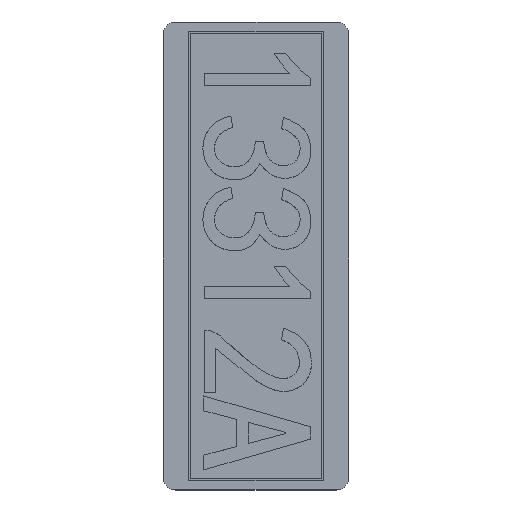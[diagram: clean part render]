
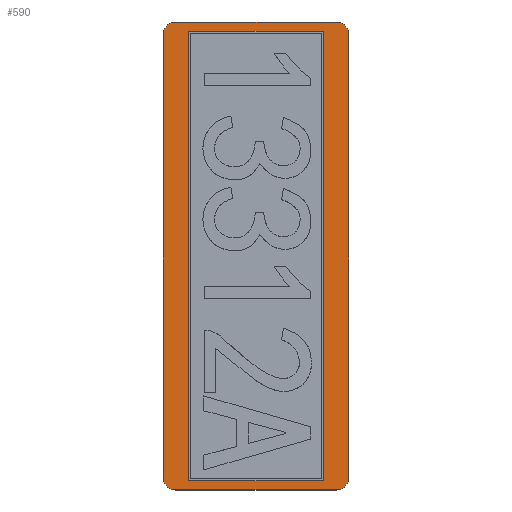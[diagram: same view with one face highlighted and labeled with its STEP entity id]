
A CAD part, top view. The second image highlights one B-rep face of the part: STEP entity #590.
In plain terms, the highlighted planar face has unit normal (0, 0, 1).
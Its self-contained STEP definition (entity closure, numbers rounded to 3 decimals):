
#3 = DIRECTION ( 'NONE',  ( -1., 0., 0. ) ) ;
#77 = EDGE_CURVE ( 'NONE', #3398, #1085, #3455, .T. ) ;
#79 = CARTESIAN_POINT ( 'NONE',  ( -14.78, -49.38, 3.86 ) ) ;
#134 = DIRECTION ( 'NONE',  ( 0., 1., 0. ) ) ;
#198 = CARTESIAN_POINT ( 'NONE',  ( 20.22, -54.071, 3.86 ) ) ;
#227 = EDGE_CURVE ( 'NONE', #2608, #1374, #3324, .T. ) ;
#309 = AXIS2_PLACEMENT_3D ( 'NONE', #1772, #810, #1061 ) ;
#316 = VECTOR ( 'NONE', #2341, 1000. ) ;
#330 = EDGE_CURVE ( 'NONE', #1790, #4153, #2104, .T. ) ;
#334 = ORIENTED_EDGE ( 'NONE', *, *, #1422, .T. ) ;
#369 = LINE ( 'NONE', #79, #1244 ) ;
#387 = ORIENTED_EDGE ( 'NONE', *, *, #2078, .T. ) ;
#389 = LINE ( 'NONE', #3322, #2799 ) ;
#412 = EDGE_CURVE ( 'NONE', #4097, #1790, #3242, .T. ) ;
#525 = VECTOR ( 'NONE', #1193, 1000. ) ;
#553 = EDGE_LOOP ( 'NONE', ( #1737, #2286, #3093, #889, #3020, #387, #3124, #334 ) ) ;
#590 = ADVANCED_FACE ( 'NONE', ( #815, #1479 ), #852, .F. ) ;
#732 = EDGE_LOOP ( 'NONE', ( #2823, #2955, #3397, #1549 ) ) ;
#749 = EDGE_CURVE ( 'NONE', #1435, #4097, #3111, .T. ) ;
#792 = CIRCLE ( 'NONE', #309, 3. ) ;
#795 = DIRECTION ( 'NONE',  ( 0., 0., -1. ) ) ;
#810 = DIRECTION ( 'NONE',  ( 0., 0., 1. ) ) ;
#815 = FACE_BOUND ( 'NONE', #732, .T. ) ;
#852 = PLANE ( 'NONE',  #2982 ) ;
#889 = ORIENTED_EDGE ( 'NONE', *, *, #412, .T. ) ;
#900 = EDGE_CURVE ( 'NONE', #3433, #1318, #369, .T. ) ;
#904 = DIRECTION ( 'NONE',  ( -1., 0., 0. ) ) ;
#935 = CARTESIAN_POINT ( 'NONE',  ( -14.78, 54.67, 3.86 ) ) ;
#1061 = DIRECTION ( 'NONE',  ( -1., 0., 0. ) ) ;
#1085 = VERTEX_POINT ( 'NONE', #3738 ) ;
#1088 = CARTESIAN_POINT ( 'NONE',  ( -20.78, -51.071, 3.86 ) ) ;
#1109 = CARTESIAN_POINT ( 'NONE',  ( -20.78, 56.911, 3.86 ) ) ;
#1169 = CARTESIAN_POINT ( 'NONE',  ( -17.78, 53.911, 3.86 ) ) ;
#1193 = DIRECTION ( 'NONE',  ( -1., 0., 0. ) ) ;
#1241 = DIRECTION ( 'NONE',  ( 0., 1., 0. ) ) ;
#1244 = VECTOR ( 'NONE', #2031, 1000. ) ;
#1318 = VERTEX_POINT ( 'NONE', #4072 ) ;
#1322 = AXIS2_PLACEMENT_3D ( 'NONE', #3935, #2340, #3317 ) ;
#1374 = VERTEX_POINT ( 'NONE', #198 ) ;
#1394 = EDGE_CURVE ( 'NONE', #1085, #1435, #792, .T. ) ;
#1414 = CARTESIAN_POINT ( 'NONE',  ( 17.22, 54.67, 3.86 ) ) ;
#1420 = LINE ( 'NONE', #3936, #316 ) ;
#1422 = EDGE_CURVE ( 'NONE', #1374, #3398, #2855, .T. ) ;
#1435 = VERTEX_POINT ( 'NONE', #2059 ) ;
#1479 = FACE_OUTER_BOUND ( 'NONE', #553, .T. ) ;
#1499 = DIRECTION ( 'NONE',  ( 0., -1., 0. ) ) ;
#1549 = ORIENTED_EDGE ( 'NONE', *, *, #4025, .F. ) ;
#1715 = VERTEX_POINT ( 'NONE', #3407 ) ;
#1737 = ORIENTED_EDGE ( 'NONE', *, *, #77, .T. ) ;
#1772 = CARTESIAN_POINT ( 'NONE',  ( 20.22, 53.911, 3.86 ) ) ;
#1790 = VERTEX_POINT ( 'NONE', #3968 ) ;
#1920 = EDGE_CURVE ( 'NONE', #2691, #3433, #4151, .T. ) ;
#1952 = CARTESIAN_POINT ( 'NONE',  ( 23.22, 56.911, 3.86 ) ) ;
#2031 = DIRECTION ( 'NONE',  ( 0., -1., 0. ) ) ;
#2044 = VECTOR ( 'NONE', #1241, 1000. ) ;
#2059 = CARTESIAN_POINT ( 'NONE',  ( 20.22, 56.911, 3.86 ) ) ;
#2067 = DIRECTION ( 'NONE',  ( 1., 0., 0. ) ) ;
#2078 = EDGE_CURVE ( 'NONE', #4153, #2608, #3392, .T. ) ;
#2104 = LINE ( 'NONE', #1109, #2714 ) ;
#2120 = DIRECTION ( 'NONE',  ( 0., -1., 0. ) ) ;
#2286 = ORIENTED_EDGE ( 'NONE', *, *, #1394, .T. ) ;
#2340 = DIRECTION ( 'NONE',  ( 0., 0., 1. ) ) ;
#2341 = DIRECTION ( 'NONE',  ( 1., 0., 0. ) ) ;
#2391 = EDGE_CURVE ( 'NONE', #1318, #1715, #1420, .T. ) ;
#2396 = AXIS2_PLACEMENT_3D ( 'NONE', #3554, #2964, #3 ) ;
#2443 = DIRECTION ( 'NONE',  ( 0., 0., 1. ) ) ;
#2608 = VERTEX_POINT ( 'NONE', #3271 ) ;
#2691 = VERTEX_POINT ( 'NONE', #1414 ) ;
#2714 = VECTOR ( 'NONE', #1499, 1000. ) ;
#2799 = VECTOR ( 'NONE', #134, 1000. ) ;
#2823 = ORIENTED_EDGE ( 'NONE', *, *, #2391, .F. ) ;
#2855 = CIRCLE ( 'NONE', #1322, 3. ) ;
#2907 = AXIS2_PLACEMENT_3D ( 'NONE', #1169, #2443, #3722 ) ;
#2955 = ORIENTED_EDGE ( 'NONE', *, *, #900, .F. ) ;
#2964 = DIRECTION ( 'NONE',  ( 0., 0., 1. ) ) ;
#2982 = AXIS2_PLACEMENT_3D ( 'NONE', #3685, #795, #2120 ) ;
#3020 = ORIENTED_EDGE ( 'NONE', *, *, #330, .T. ) ;
#3043 = CARTESIAN_POINT ( 'NONE',  ( -20.78, -54.071, 3.86 ) ) ;
#3088 = CARTESIAN_POINT ( 'NONE',  ( -24.18, 54.67, 3.86 ) ) ;
#3093 = ORIENTED_EDGE ( 'NONE', *, *, #749, .T. ) ;
#3111 = LINE ( 'NONE', #3154, #4126 ) ;
#3124 = ORIENTED_EDGE ( 'NONE', *, *, #227, .T. ) ;
#3154 = CARTESIAN_POINT ( 'NONE',  ( -20.78, 56.911, 3.86 ) ) ;
#3242 = CIRCLE ( 'NONE', #2907, 3. ) ;
#3271 = CARTESIAN_POINT ( 'NONE',  ( -17.78, -54.071, 3.86 ) ) ;
#3317 = DIRECTION ( 'NONE',  ( -1., 0., 0. ) ) ;
#3322 = CARTESIAN_POINT ( 'NONE',  ( 17.22, -49.38, 3.86 ) ) ;
#3324 = LINE ( 'NONE', #3043, #3585 ) ;
#3341 = CARTESIAN_POINT ( 'NONE',  ( 23.22, -51.071, 3.86 ) ) ;
#3392 = CIRCLE ( 'NONE', #2396, 3. ) ;
#3397 = ORIENTED_EDGE ( 'NONE', *, *, #1920, .F. ) ;
#3398 = VERTEX_POINT ( 'NONE', #3341 ) ;
#3407 = CARTESIAN_POINT ( 'NONE',  ( 17.22, -51.83, 3.86 ) ) ;
#3433 = VERTEX_POINT ( 'NONE', #935 ) ;
#3455 = LINE ( 'NONE', #1952, #2044 ) ;
#3554 = CARTESIAN_POINT ( 'NONE',  ( -17.78, -51.071, 3.86 ) ) ;
#3585 = VECTOR ( 'NONE', #2067, 1000. ) ;
#3685 = CARTESIAN_POINT ( 'NONE',  ( -24.18, -49.38, 3.86 ) ) ;
#3722 = DIRECTION ( 'NONE',  ( -1., 0., 0. ) ) ;
#3738 = CARTESIAN_POINT ( 'NONE',  ( 23.22, 53.911, 3.86 ) ) ;
#3895 = CARTESIAN_POINT ( 'NONE',  ( -17.78, 56.911, 3.86 ) ) ;
#3935 = CARTESIAN_POINT ( 'NONE',  ( 20.22, -51.071, 3.86 ) ) ;
#3936 = CARTESIAN_POINT ( 'NONE',  ( -24.18, -51.83, 3.86 ) ) ;
#3968 = CARTESIAN_POINT ( 'NONE',  ( -20.78, 53.911, 3.86 ) ) ;
#4025 = EDGE_CURVE ( 'NONE', #1715, #2691, #389, .T. ) ;
#4072 = CARTESIAN_POINT ( 'NONE',  ( -14.78, -51.83, 3.86 ) ) ;
#4097 = VERTEX_POINT ( 'NONE', #3895 ) ;
#4126 = VECTOR ( 'NONE', #904, 1000. ) ;
#4151 = LINE ( 'NONE', #3088, #525 ) ;
#4153 = VERTEX_POINT ( 'NONE', #1088 ) ;
